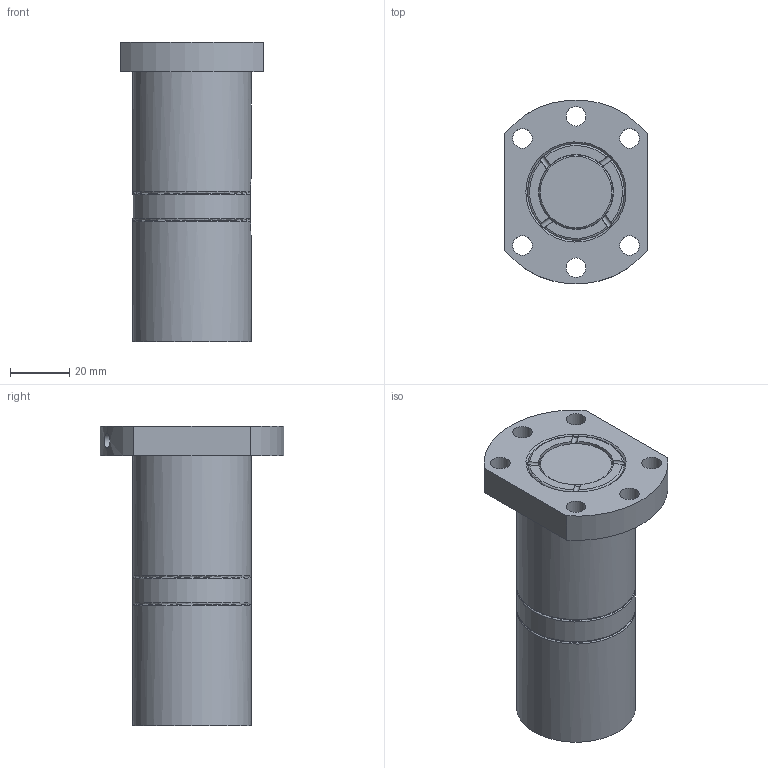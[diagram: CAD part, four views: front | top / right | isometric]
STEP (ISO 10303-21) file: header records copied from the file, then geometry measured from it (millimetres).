
FILE_DESCRIPTION(/* description */ ('STEP AP214'),/* implementation_level */ '2;1');
FILE_NAME(/* name */ 'DFNUR2505-4(100N1N100-1)',/* time_stamp */ '2025-09-08T10:50:41+02:00',/* author */ ('License CC BY-ND 4.0'),/* organization */ ('CADENAS'),/* preprocessor_version */ 'ST-DEVELOPER v19.3',/* originating_system */ 'PARTsolutions',/* authorisation */ ' ');
FILE_SCHEMA (('AUTOMOTIVE_DESIGN {1 0 10303 214 3 1 1}'));
Length unit declared in the file: millimetre
Products named in the file (1): DFNUR2505-4(100N1N100-1)
Bounding box: 48 x 61.8 x 101 mm (x, y, z)
Volume: 137611.2 mm3; surface area: 20655.8 mm2
Topology: 1 solids, 1 shells, 100 faces, 245 edges, 155 vertices
Faces by surface type: plane 44, cylinder 39, torus 12, cone 5
Full cylindrical faces by diameter (mm): 1.638 x1, 3.276 x1, 4.917 x1, 6.6 x6, 25 x2, 25.2 x2, 40 x2
Entity records: 2930 total; most frequent: CARTESIAN_POINT 723, ORIENTED_EDGE 432, DIRECTION 430, EDGE_CURVE 216, AXIS2_PLACEMENT_3D 177, VERTEX_POINT 146, EDGE_LOOP 140, FACE_BOUND 140
